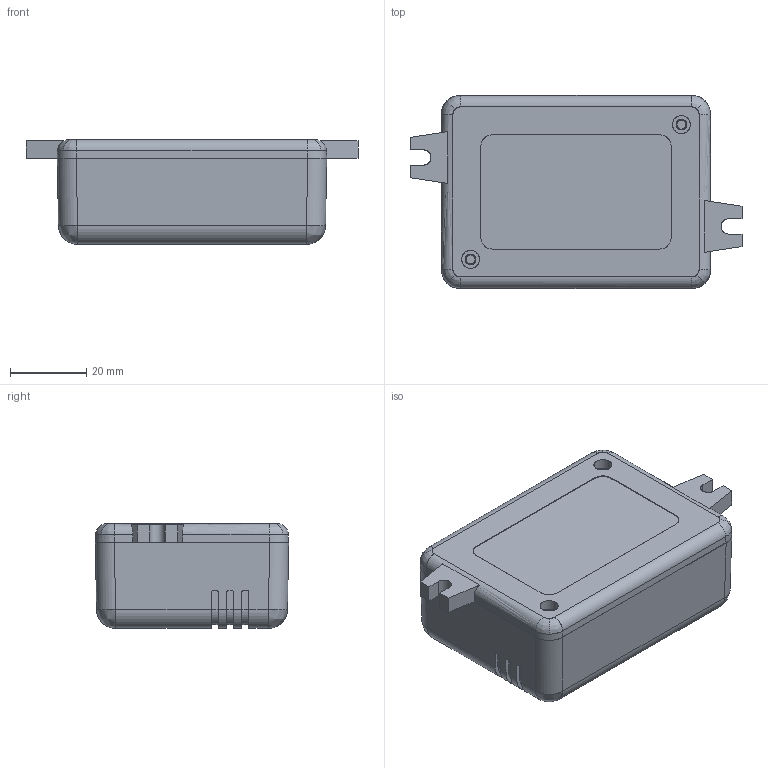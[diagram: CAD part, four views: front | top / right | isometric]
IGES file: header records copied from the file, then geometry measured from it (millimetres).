
Start section: SolidWorks IGES file using analytic representation for surfaces
Global section: file name: KM-86.IGS; native system: SolidWorks 2013; preprocessor: SolidWorks 2013; author: RAKS; date: 190515.115827; units: millimetre
Bounding box: 87.25 x 50.8 x 27.5 mm (x, y, z)
Surface area: 27071 mm2 (no closed solid volume)
Topology: 0 solids, 0 shells, 206 faces, 2393 edges, 2385 vertices
Faces by surface type: bspline 115, revolution 91
